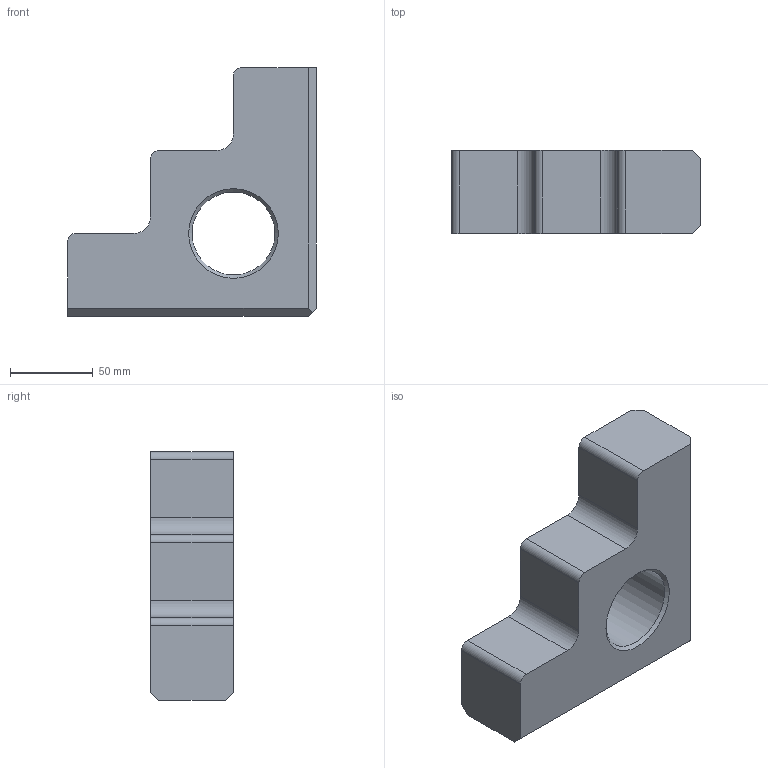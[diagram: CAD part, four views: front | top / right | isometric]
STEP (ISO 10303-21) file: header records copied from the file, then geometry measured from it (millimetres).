
FILE_DESCRIPTION(/* description */ (''),/* implementation_level */ '2;1');
FILE_NAME(/* name */ 'SaiVedant_Part1.step',/* time_stamp */ '2022-06-19T19:30:42+05:30',/* author */ (''),/* organization */ (''),/* preprocessor_version */ 'ST-DEVELOPER v19',/* originating_system */ 'Autodesk Translation Framework v11.7.0.108',/* authorisation */ '');
FILE_SCHEMA (('AUTOMOTIVE_DESIGN { 1 0 10303 214 3 1 1 }'));
Length unit declared in the file: millimetre
Products named in the file (1): AUV1
Bounding box: 150 x 50 x 150 mm (x, y, z)
Volume: 644583.9 mm3; surface area: 60909 mm2
Topology: 1 solids, 1 shells, 23 faces, 61 edges, 40 vertices
Faces by surface type: plane 15, cylinder 6, cone 2
Full cylindrical faces by diameter (mm): 50 x1
Entity records: 750 total; most frequent: CARTESIAN_POINT 125, DIRECTION 123, ORIENTED_EDGE 122, EDGE_CURVE 61, LINE 47, VECTOR 47, VERTEX_POINT 40, AXIS2_PLACEMENT_3D 38
